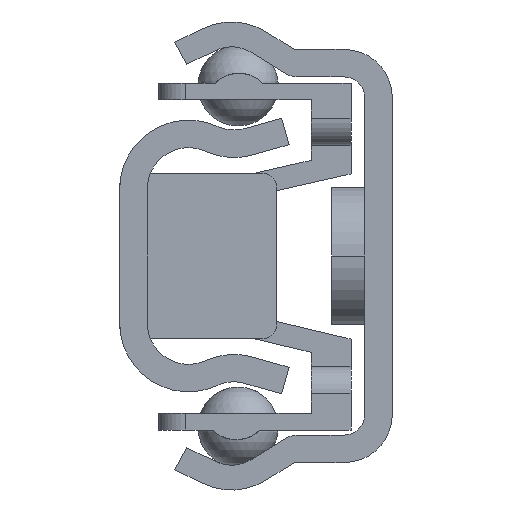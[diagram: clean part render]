
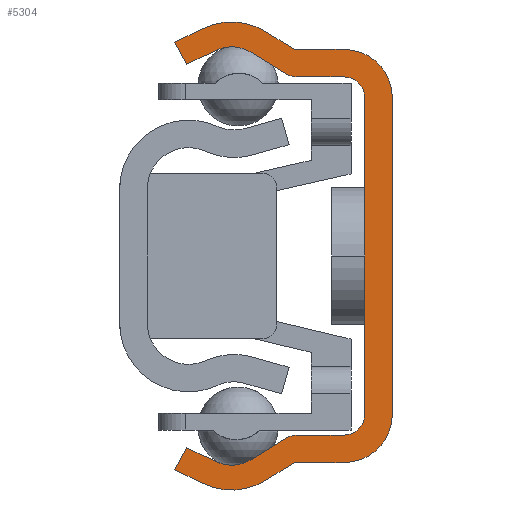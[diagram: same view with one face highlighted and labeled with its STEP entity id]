
A CAD part, front view. The second image highlights one B-rep face of the part: STEP entity #5304.
In plain terms, the highlighted planar face has unit normal (0, -1, 0).
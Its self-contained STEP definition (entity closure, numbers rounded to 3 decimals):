
#4477=CARTESIAN_POINT('',(1.921,0.,-5.75));
#4478=DIRECTION('',(0.,1.,0.));
#4479=DIRECTION('',(1.,0.,0.));
#4480=AXIS2_PLACEMENT_3D('',#4477,#4478,#4479);
#4482=DIRECTION('',(-1.,0.,0.));
#4483=VECTOR('',#4482,1.804);
#4484=CARTESIAN_POINT('',(1.921,0.,-7.5));
#4485=LINE('',#4484,#4483);
#4486=DIRECTION('',(-0.85,0.,-0.527));
#4487=VECTOR('',#4486,1.23);
#4488=CARTESIAN_POINT('',(0.116,0.,-7.5));
#4489=LINE('',#4488,#4487);
#4490=CARTESIAN_POINT('',(-2.167,0.,-6.15));
#4491=DIRECTION('',(0.,1.,0.));
#4492=DIRECTION('',(0.527,0.,-0.85));
#4493=AXIS2_PLACEMENT_3D('',#4490,#4491,#4492);
#4495=DIRECTION('',(-0.899,0.,0.438));
#4496=VECTOR('',#4495,1.15);
#4497=CARTESIAN_POINT('',(-3.195,0.,-8.263));
#4498=LINE('',#4497,#4496);
#4499=DIRECTION('',(0.479,0.,0.878));
#4500=VECTOR('',#4499,0.914);
#4501=CARTESIAN_POINT('',(-4.229,0.,-7.76));
#4502=LINE('',#4501,#4500);
#4503=DIRECTION('',(0.899,0.,-0.438));
#4504=VECTOR('',#4503,1.15);
#4505=CARTESIAN_POINT('',(-3.791,0.,-6.957));
#4506=LINE('',#4505,#4504);
#4507=CARTESIAN_POINT('',(-2.167,0.,-6.246));
#4508=DIRECTION('',(0.,-1.,0.));
#4509=DIRECTION('',(-0.438,0.,-0.899));
#4510=AXIS2_PLACEMENT_3D('',#4507,#4508,#4509);
#4512=DIRECTION('',(0.85,0.,0.527));
#4513=VECTOR('',#4512,1.413);
#4514=CARTESIAN_POINT('',(-1.456,0.,-7.394));
#4515=LINE('',#4514,#4513);
#4516=CARTESIAN_POINT('',(0.272,0.,-7.5));
#4517=DIRECTION('',(0.,1.,0.));
#4518=DIRECTION('',(-0.527,0.,0.85));
#4519=AXIS2_PLACEMENT_3D('',#4516,#4517,#4518);
#4521=DIRECTION('',(1.,0.,0.));
#4522=VECTOR('',#4521,1.649);
#4523=CARTESIAN_POINT('',(0.272,0.,-6.5));
#4524=LINE('',#4523,#4522);
#4525=CARTESIAN_POINT('',(1.921,0.,-5.75));
#4526=DIRECTION('',(0.,-1.,0.));
#4527=DIRECTION('',(0.,0.,-1.));
#4528=AXIS2_PLACEMENT_3D('',#4525,#4526,#4527);
#4530=CARTESIAN_POINT('',(1.921,0.,5.75));
#4531=DIRECTION('',(0.,-1.,0.));
#4532=DIRECTION('',(1.,0.,0.));
#4533=AXIS2_PLACEMENT_3D('',#4530,#4531,#4532);
#4535=DIRECTION('',(-1.,0.,0.));
#4536=VECTOR('',#4535,1.649);
#4537=CARTESIAN_POINT('',(1.921,0.,6.5));
#4538=LINE('',#4537,#4536);
#4539=CARTESIAN_POINT('',(0.272,0.,7.5));
#4540=DIRECTION('',(0.,1.,0.));
#4541=DIRECTION('',(0.,0.,-1.));
#4542=AXIS2_PLACEMENT_3D('',#4539,#4540,#4541);
#4544=DIRECTION('',(-0.85,0.,0.527));
#4545=VECTOR('',#4544,1.413);
#4546=CARTESIAN_POINT('',(-0.255,0.,6.65));
#4547=LINE('',#4546,#4545);
#4548=CARTESIAN_POINT('',(-2.167,0.,6.246));
#4549=DIRECTION('',(0.,-1.,0.));
#4550=DIRECTION('',(0.527,0.,0.85));
#4551=AXIS2_PLACEMENT_3D('',#4548,#4549,#4550);
#4553=DIRECTION('',(-0.899,0.,-0.438));
#4554=VECTOR('',#4553,1.15);
#4555=CARTESIAN_POINT('',(-2.757,0.,7.46));
#4556=LINE('',#4555,#4554);
#4557=DIRECTION('',(-0.479,0.,0.878));
#4558=VECTOR('',#4557,0.914);
#4559=CARTESIAN_POINT('',(-3.791,0.,6.957));
#4560=LINE('',#4559,#4558);
#4561=DIRECTION('',(0.899,0.,0.438));
#4562=VECTOR('',#4561,1.15);
#4563=CARTESIAN_POINT('',(-4.229,0.,7.76));
#4564=LINE('',#4563,#4562);
#4565=CARTESIAN_POINT('',(-2.167,0.,6.15));
#4566=DIRECTION('',(0.,1.,0.));
#4567=DIRECTION('',(-0.438,0.,0.899));
#4568=AXIS2_PLACEMENT_3D('',#4565,#4566,#4567);
#4570=DIRECTION('',(0.85,0.,-0.527));
#4571=VECTOR('',#4570,1.23);
#4572=CARTESIAN_POINT('',(-0.929,0.,8.148));
#4573=LINE('',#4572,#4571);
#4574=DIRECTION('',(1.,0.,0.));
#4575=VECTOR('',#4574,1.804);
#4576=CARTESIAN_POINT('',(0.116,0.,7.5));
#4577=LINE('',#4576,#4575);
#4578=CARTESIAN_POINT('',(1.921,0.,5.75));
#4579=DIRECTION('',(0.,1.,0.));
#4580=DIRECTION('',(0.,0.,1.));
#4581=AXIS2_PLACEMENT_3D('',#4578,#4579,#4580);
#4601=DIRECTION('',(0.,0.,1.));
#4602=VECTOR('',#4601,11.5);
#4603=CARTESIAN_POINT('',(3.671,0.,-5.75));
#4604=LINE('',#4603,#4602);
#4675=DIRECTION('',(0.,0.,-1.));
#4676=VECTOR('',#4675,11.5);
#4677=CARTESIAN_POINT('',(2.671,0.,5.75));
#4678=LINE('',#4677,#4676);
#5069=CARTESIAN_POINT('',(3.671,0.,-5.75));
#5070=CARTESIAN_POINT('',(1.921,0.,-7.5));
#5071=VERTEX_POINT('',#5069);
#5072=VERTEX_POINT('',#5070);
#5073=CARTESIAN_POINT('',(0.116,0.,-7.5));
#5074=VERTEX_POINT('',#5073);
#5075=CARTESIAN_POINT('',(-0.929,0.,-8.148));
#5076=VERTEX_POINT('',#5075);
#5077=CARTESIAN_POINT('',(-3.195,0.,-8.263));
#5078=VERTEX_POINT('',#5077);
#5079=CARTESIAN_POINT('',(-4.229,0.,-7.76));
#5080=VERTEX_POINT('',#5079);
#5081=CARTESIAN_POINT('',(-3.791,0.,-6.957));
#5082=VERTEX_POINT('',#5081);
#5083=CARTESIAN_POINT('',(-2.757,0.,-7.46));
#5084=VERTEX_POINT('',#5083);
#5085=CARTESIAN_POINT('',(-1.456,0.,-7.394));
#5086=VERTEX_POINT('',#5085);
#5087=CARTESIAN_POINT('',(-0.255,0.,-6.65));
#5088=VERTEX_POINT('',#5087);
#5089=CARTESIAN_POINT('',(0.272,0.,-6.5));
#5090=VERTEX_POINT('',#5089);
#5091=CARTESIAN_POINT('',(1.921,0.,-6.5));
#5092=VERTEX_POINT('',#5091);
#5093=CARTESIAN_POINT('',(2.671,0.,-5.75));
#5094=VERTEX_POINT('',#5093);
#5095=CARTESIAN_POINT('',(2.671,0.,5.75));
#5096=CARTESIAN_POINT('',(1.921,0.,6.5));
#5097=VERTEX_POINT('',#5095);
#5098=VERTEX_POINT('',#5096);
#5099=CARTESIAN_POINT('',(0.272,0.,6.5));
#5100=VERTEX_POINT('',#5099);
#5101=CARTESIAN_POINT('',(-0.255,0.,6.65));
#5102=VERTEX_POINT('',#5101);
#5103=CARTESIAN_POINT('',(-1.456,0.,7.394));
#5104=VERTEX_POINT('',#5103);
#5105=CARTESIAN_POINT('',(-2.757,0.,7.46));
#5106=VERTEX_POINT('',#5105);
#5107=CARTESIAN_POINT('',(-3.791,0.,6.957));
#5108=VERTEX_POINT('',#5107);
#5109=CARTESIAN_POINT('',(-4.229,0.,7.76));
#5110=VERTEX_POINT('',#5109);
#5111=CARTESIAN_POINT('',(-3.195,0.,8.263));
#5112=VERTEX_POINT('',#5111);
#5113=CARTESIAN_POINT('',(-0.929,0.,8.148));
#5114=VERTEX_POINT('',#5113);
#5115=CARTESIAN_POINT('',(0.116,0.,7.5));
#5116=VERTEX_POINT('',#5115);
#5117=CARTESIAN_POINT('',(1.921,0.,7.5));
#5118=VERTEX_POINT('',#5117);
#5119=CARTESIAN_POINT('',(3.671,0.,5.75));
#5120=VERTEX_POINT('',#5119);
#5245=CARTESIAN_POINT('',(0.,0.,0.));
#5246=DIRECTION('',(0.,1.,0.));
#5247=DIRECTION('',(1.,0.,0.));
#5248=AXIS2_PLACEMENT_3D('',#5245,#5246,#5247);
#5249=PLANE('',#5248);
#5251=ORIENTED_EDGE('',*,*,#5250,.T.);
#5253=ORIENTED_EDGE('',*,*,#5252,.T.);
#5255=ORIENTED_EDGE('',*,*,#5254,.T.);
#5257=ORIENTED_EDGE('',*,*,#5256,.T.);
#5259=ORIENTED_EDGE('',*,*,#5258,.T.);
#5261=ORIENTED_EDGE('',*,*,#5260,.T.);
#5263=ORIENTED_EDGE('',*,*,#5262,.T.);
#5265=ORIENTED_EDGE('',*,*,#5264,.T.);
#5267=ORIENTED_EDGE('',*,*,#5266,.T.);
#5269=ORIENTED_EDGE('',*,*,#5268,.T.);
#5271=ORIENTED_EDGE('',*,*,#5270,.T.);
#5273=ORIENTED_EDGE('',*,*,#5272,.T.);
#5275=ORIENTED_EDGE('',*,*,#5274,.F.);
#5277=ORIENTED_EDGE('',*,*,#5276,.T.);
#5279=ORIENTED_EDGE('',*,*,#5278,.T.);
#5281=ORIENTED_EDGE('',*,*,#5280,.T.);
#5283=ORIENTED_EDGE('',*,*,#5282,.T.);
#5285=ORIENTED_EDGE('',*,*,#5284,.T.);
#5287=ORIENTED_EDGE('',*,*,#5286,.T.);
#5289=ORIENTED_EDGE('',*,*,#5288,.T.);
#5291=ORIENTED_EDGE('',*,*,#5290,.T.);
#5293=ORIENTED_EDGE('',*,*,#5292,.T.);
#5295=ORIENTED_EDGE('',*,*,#5294,.T.);
#5297=ORIENTED_EDGE('',*,*,#5296,.T.);
#5299=ORIENTED_EDGE('',*,*,#5298,.T.);
#5301=ORIENTED_EDGE('',*,*,#5300,.F.);
#5302=EDGE_LOOP('',(#5251,#5253,#5255,#5257,#5259,#5261,#5263,#5265,#5267,#5269,
#5271,#5273,#5275,#5277,#5279,#5281,#5283,#5285,#5287,#5289,#5291,#5293,#5295,
#5297,#5299,#5301));
#5303=FACE_OUTER_BOUND('',#5302,.F.);
#5304=ADVANCED_FACE('',(#5303),#5249,.F.);
#4481=CIRCLE('',#4480,1.75);
#4494=CIRCLE('',#4493,2.35);
#4511=CIRCLE('',#4510,1.35);
#4520=CIRCLE('',#4519,1.);
#4529=CIRCLE('',#4528,0.75);
#4534=CIRCLE('',#4533,0.75);
#4543=CIRCLE('',#4542,1.);
#4552=CIRCLE('',#4551,1.35);
#4569=CIRCLE('',#4568,2.35);
#4582=CIRCLE('',#4581,1.75);
#5250=EDGE_CURVE('',#5071,#5072,#4481,.T.);
#5252=EDGE_CURVE('',#5072,#5074,#4485,.T.);
#5254=EDGE_CURVE('',#5074,#5076,#4489,.T.);
#5256=EDGE_CURVE('',#5076,#5078,#4494,.T.);
#5258=EDGE_CURVE('',#5078,#5080,#4498,.T.);
#5260=EDGE_CURVE('',#5080,#5082,#4502,.T.);
#5262=EDGE_CURVE('',#5082,#5084,#4506,.T.);
#5264=EDGE_CURVE('',#5084,#5086,#4511,.T.);
#5266=EDGE_CURVE('',#5086,#5088,#4515,.T.);
#5268=EDGE_CURVE('',#5088,#5090,#4520,.T.);
#5270=EDGE_CURVE('',#5090,#5092,#4524,.T.);
#5272=EDGE_CURVE('',#5092,#5094,#4529,.T.);
#5274=EDGE_CURVE('',#5097,#5094,#4678,.T.);
#5276=EDGE_CURVE('',#5097,#5098,#4534,.T.);
#5278=EDGE_CURVE('',#5098,#5100,#4538,.T.);
#5280=EDGE_CURVE('',#5100,#5102,#4543,.T.);
#5282=EDGE_CURVE('',#5102,#5104,#4547,.T.);
#5284=EDGE_CURVE('',#5104,#5106,#4552,.T.);
#5286=EDGE_CURVE('',#5106,#5108,#4556,.T.);
#5288=EDGE_CURVE('',#5108,#5110,#4560,.T.);
#5290=EDGE_CURVE('',#5110,#5112,#4564,.T.);
#5292=EDGE_CURVE('',#5112,#5114,#4569,.T.);
#5294=EDGE_CURVE('',#5114,#5116,#4573,.T.);
#5296=EDGE_CURVE('',#5116,#5118,#4577,.T.);
#5298=EDGE_CURVE('',#5118,#5120,#4582,.T.);
#5300=EDGE_CURVE('',#5071,#5120,#4604,.T.);
